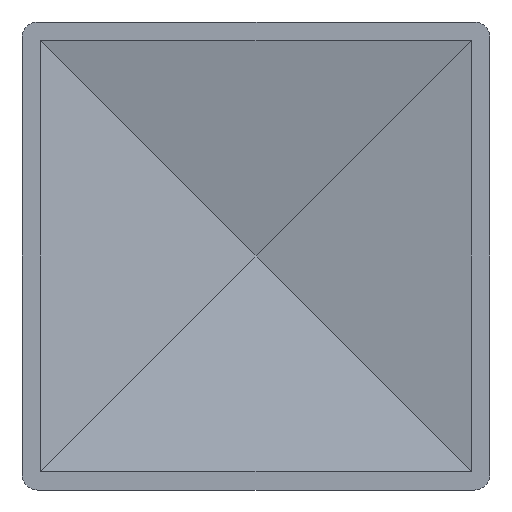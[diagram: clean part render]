
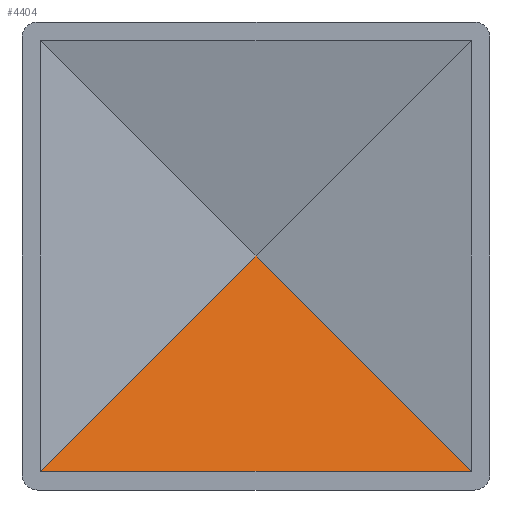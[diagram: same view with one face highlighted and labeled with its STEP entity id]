
A CAD part, front view. The second image highlights one B-rep face of the part: STEP entity #4404.
In plain terms, the highlighted planar face has unit normal (0, -0.978, 0.209).
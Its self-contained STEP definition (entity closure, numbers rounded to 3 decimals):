
#531 = VERTEX_POINT ( 'NONE', #13689 ) ;
#719 = EDGE_LOOP ( 'NONE', ( #802, #12932, #6101 ) ) ;
#802 = ORIENTED_EDGE ( 'NONE', *, *, #7404, .T. ) ;
#3036 = VECTOR ( 'NONE', #8612, 1000. ) ;
#3051 = VECTOR ( 'NONE', #15905, 1000. ) ;
#3534 = CARTESIAN_POINT ( 'NONE',  ( 0., 10.193, 0. ) ) ;
#3901 = CARTESIAN_POINT ( 'NONE',  ( 20.7, 5.757, -20.7 ) ) ;
#4309 = VERTEX_POINT ( 'NONE', #3534 ) ;
#4404 = ADVANCED_FACE ( 'NONE', ( #8488 ), #16268, .F. ) ;
#5159 = AXIS2_PLACEMENT_3D ( 'NONE', #9116, #8833, #10411 ) ;
#5548 = VECTOR ( 'NONE', #14673, 1000. ) ;
#5737 = VERTEX_POINT ( 'NONE', #3901 ) ;
#6042 = CARTESIAN_POINT ( 'NONE',  ( -22.5, 5.757, -20.7 ) ) ;
#6101 = ORIENTED_EDGE ( 'NONE', *, *, #14963, .F. ) ;
#7404 = EDGE_CURVE ( 'NONE', #4309, #531, #12037, .T. ) ;
#8227 = EDGE_CURVE ( 'NONE', #5737, #531, #14028, .T. ) ;
#8488 = FACE_OUTER_BOUND ( 'NONE', #719, .T. ) ;
#8612 = DIRECTION ( 'NONE',  ( -1., 0., 0. ) ) ;
#8833 = DIRECTION ( 'NONE',  ( 0., 0.978, -0.21 ) ) ;
#9116 = CARTESIAN_POINT ( 'NONE',  ( 22.5, 9.746, -2.088 ) ) ;
#9195 = CARTESIAN_POINT ( 'NONE',  ( -12.065, 7.608, -12.065 ) ) ;
#10411 = DIRECTION ( 'NONE',  ( 0., 0.21, 0.978 ) ) ;
#10818 = CARTESIAN_POINT ( 'NONE',  ( 12.065, 7.608, -12.065 ) ) ;
#12037 = LINE ( 'NONE', #9195, #3051 ) ;
#12932 = ORIENTED_EDGE ( 'NONE', *, *, #8227, .F. ) ;
#13689 = CARTESIAN_POINT ( 'NONE',  ( -20.7, 5.757, -20.7 ) ) ;
#14028 = LINE ( 'NONE', #6042, #3036 ) ;
#14673 = DIRECTION ( 'NONE',  ( 0.699, -0.15, -0.699 ) ) ;
#14963 = EDGE_CURVE ( 'NONE', #4309, #5737, #15552, .T. ) ;
#15552 = LINE ( 'NONE', #10818, #5548 ) ;
#15905 = DIRECTION ( 'NONE',  ( -0.699, -0.15, -0.699 ) ) ;
#16268 = PLANE ( 'NONE',  #5159 ) ;
